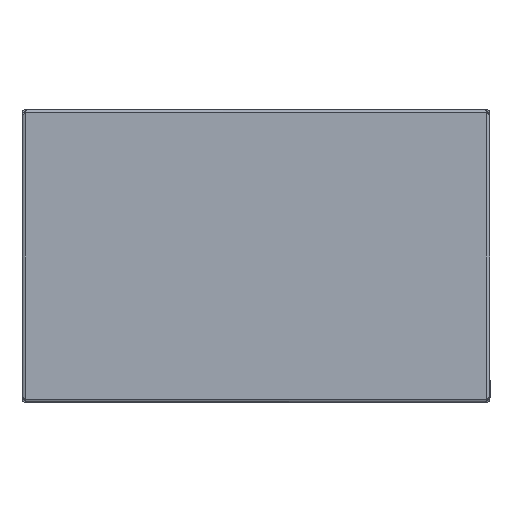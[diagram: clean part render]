
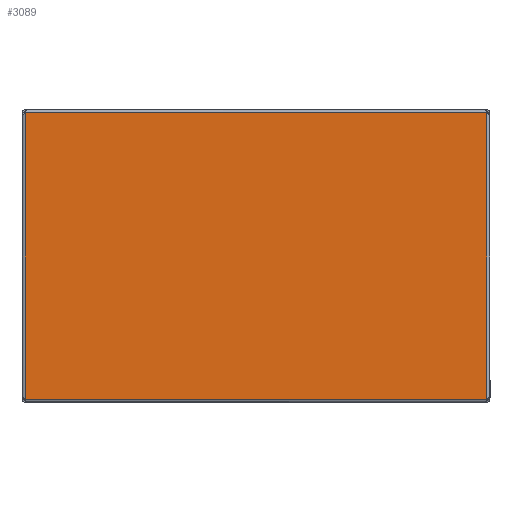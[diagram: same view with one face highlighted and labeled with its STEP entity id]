
A CAD part, front view. The second image highlights one B-rep face of the part: STEP entity #3089.
In plain terms, the highlighted planar face has unit normal (0, -1, 0).
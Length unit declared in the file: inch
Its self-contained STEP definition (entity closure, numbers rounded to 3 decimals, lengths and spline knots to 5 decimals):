
#6 = CARTESIAN_POINT ( 'NONE',  ( -11.83352, 0., 0. ) ) ;
#682 = CARTESIAN_POINT ( 'NONE',  ( 11.83352, 0., -15.66504 ) ) ;
#688 = CARTESIAN_POINT ( 'NONE',  ( -20.9548, 0., 0. ) ) ;
#1167 = EDGE_LOOP ( 'NONE', ( #2700, #7138, #4683, #4090 ) ) ;
#1447 = VERTEX_POINT ( 'NONE', #682 ) ;
#1501 = CARTESIAN_POINT ( 'NONE',  ( -20.9548, 0., -15.66504 ) ) ;
#2183 = DIRECTION ( 'NONE',  ( 1., 0., 0. ) ) ;
#2222 = DIRECTION ( 'NONE',  ( 0., 0., -1. ) ) ;
#2671 = PLANE ( 'NONE',  #6257 ) ;
#2700 = ORIENTED_EDGE ( 'NONE', *, *, #6215, .T. ) ;
#2716 = DIRECTION ( 'NONE',  ( 0., 0., -1. ) ) ;
#2760 = FACE_OUTER_BOUND ( 'NONE', #1167, .T. ) ;
#3089 = ADVANCED_FACE ( 'NONE', ( #2760 ), #2671, .T. ) ;
#3133 = LINE ( 'NONE', #5599, #4551 ) ;
#3246 = VECTOR ( 'NONE', #2222, 39.37008 ) ;
#3583 = LINE ( 'NONE', #1501, #4146 ) ;
#3599 = VERTEX_POINT ( 'NONE', #4485 ) ;
#3709 = EDGE_CURVE ( 'NONE', #1447, #8240, #3133, .T. ) ;
#4090 = ORIENTED_EDGE ( 'NONE', *, *, #4481, .T. ) ;
#4146 = VECTOR ( 'NONE', #2183, 39.37008 ) ;
#4481 = EDGE_CURVE ( 'NONE', #8240, #6381, #4779, .T. ) ;
#4485 = CARTESIAN_POINT ( 'NONE',  ( -11.83352, 0., -15.66504 ) ) ;
#4551 = VECTOR ( 'NONE', #4922, 39.37008 ) ;
#4683 = ORIENTED_EDGE ( 'NONE', *, *, #3709, .T. ) ;
#4779 = LINE ( 'NONE', #5500, #7153 ) ;
#4922 = DIRECTION ( 'NONE',  ( 0., 0., 1. ) ) ;
#5431 = CARTESIAN_POINT ( 'NONE',  ( -11.83352, 0., -0.99806 ) ) ;
#5500 = CARTESIAN_POINT ( 'NONE',  ( -20.9548, 0., -0.99806 ) ) ;
#5599 = CARTESIAN_POINT ( 'NONE',  ( 11.83352, 0., 0. ) ) ;
#5661 = LINE ( 'NONE', #6, #3246 ) ;
#6215 = EDGE_CURVE ( 'NONE', #6381, #3599, #5661, .T. ) ;
#6257 = AXIS2_PLACEMENT_3D ( 'NONE', #688, #8161, #2716 ) ;
#6381 = VERTEX_POINT ( 'NONE', #5431 ) ;
#7006 = CARTESIAN_POINT ( 'NONE',  ( 11.83352, 0., -0.99806 ) ) ;
#7138 = ORIENTED_EDGE ( 'NONE', *, *, #8405, .T. ) ;
#7153 = VECTOR ( 'NONE', #7679, 39.37008 ) ;
#7679 = DIRECTION ( 'NONE',  ( -1., 0., 0. ) ) ;
#8161 = DIRECTION ( 'NONE',  ( 0., -1., 0. ) ) ;
#8240 = VERTEX_POINT ( 'NONE', #7006 ) ;
#8405 = EDGE_CURVE ( 'NONE', #3599, #1447, #3583, .T. ) ;
